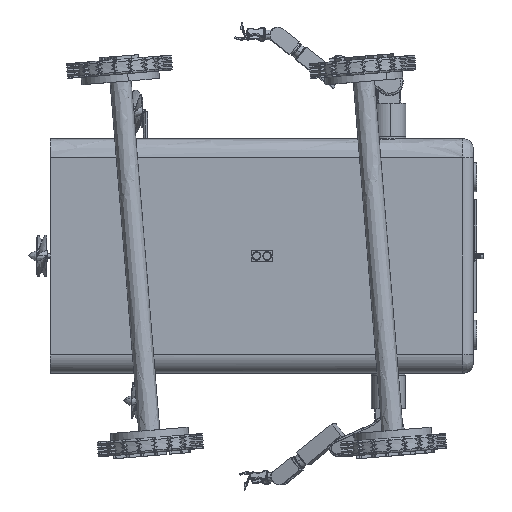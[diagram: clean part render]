
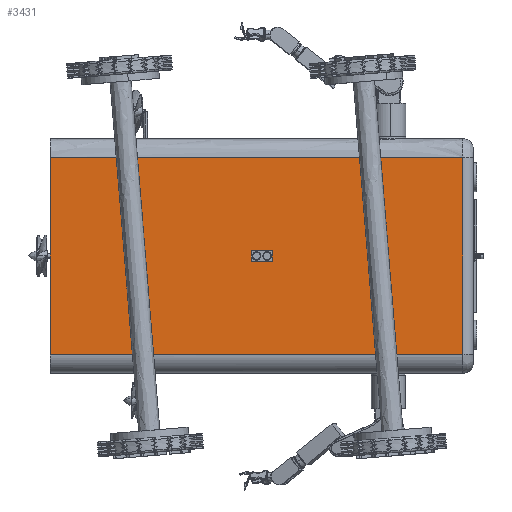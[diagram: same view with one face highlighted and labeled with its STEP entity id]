
A CAD part, front view. The second image highlights one B-rep face of the part: STEP entity #3431.
In plain terms, the highlighted free-form (B-spline) face has degree [1, 1] with [2, 2] control points.
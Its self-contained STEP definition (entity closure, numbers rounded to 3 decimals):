
#1362 = VERTEX_POINT('',#1363);
#1363 = CARTESIAN_POINT('',(-2422.598,224.862,
    1624.432));
#1368 = EDGE_CURVE('',#1369,#1362,#1371,.T.);
#1369 = VERTEX_POINT('',#1370);
#1370 = CARTESIAN_POINT('',(-2422.598,224.862,
    1871.825));
#1371 = ( BOUNDED_CURVE() B_SPLINE_CURVE(2,(#1372,#1373,#1374,#1375,
#1376),.UNSPECIFIED.,.F.,.F.) B_SPLINE_CURVE_WITH_KNOTS((3,2,3),(
    3.142,4.712,6.283),
.PIECEWISE_BEZIER_KNOTS.) CURVE() GEOMETRIC_REPRESENTATION_ITEM() 
RATIONAL_B_SPLINE_CURVE((1.,0.707,1.,0.707,1.)) 
REPRESENTATION_ITEM('') );
#1372 = CARTESIAN_POINT('',(-2422.598,224.862,
    1871.825));
#1373 = CARTESIAN_POINT('',(-2546.295,224.862,
    1871.825));
#1374 = CARTESIAN_POINT('',(-2546.295,224.862,
    1748.129));
#1375 = CARTESIAN_POINT('',(-2546.295,224.862,
    1624.432));
#1376 = CARTESIAN_POINT('',(-2422.598,224.862,
    1624.432));
#1410 = VERTEX_POINT('',#1411);
#1411 = CARTESIAN_POINT('',(422.413,224.862,
    1624.432));
#1416 = EDGE_CURVE('',#1417,#1410,#1419,.T.);
#1417 = VERTEX_POINT('',#1418);
#1418 = CARTESIAN_POINT('',(422.413,224.862,
    1871.825));
#1419 = ( BOUNDED_CURVE() B_SPLINE_CURVE(2,(#1420,#1421,#1422,#1423,
#1424),.UNSPECIFIED.,.F.,.F.) B_SPLINE_CURVE_WITH_KNOTS((3,2,3),(
    3.142,4.712,6.283),
.PIECEWISE_BEZIER_KNOTS.) CURVE() GEOMETRIC_REPRESENTATION_ITEM() 
RATIONAL_B_SPLINE_CURVE((1.,0.707,1.,0.707,1.)) 
REPRESENTATION_ITEM('') );
#1420 = CARTESIAN_POINT('',(422.413,224.862,
    1871.825));
#1421 = CARTESIAN_POINT('',(298.717,224.862,
    1871.825));
#1422 = CARTESIAN_POINT('',(298.717,224.862,
    1748.129));
#1423 = CARTESIAN_POINT('',(298.717,224.862,
    1624.432));
#1424 = CARTESIAN_POINT('',(422.413,224.862,
    1624.432));
#2098 = VERTEX_POINT('',#2099);
#2099 = CARTESIAN_POINT('',(-3412.168,224.862,
    597.754));
#2105 = EDGE_CURVE('',#2098,#2106,#2108,.T.);
#2106 = VERTEX_POINT('',#2107);
#2107 = CARTESIAN_POINT('',(-3412.168,224.862,
    2898.503));
#2108 = B_SPLINE_CURVE_WITH_KNOTS('',1,(#2109,#2110),.UNSPECIFIED.,.F.,
  .F.,(2,2),(180.,2040.),.PIECEWISE_BEZIER_KNOTS.);
#2109 = CARTESIAN_POINT('',(-3412.168,224.862,
    597.754));
#2110 = CARTESIAN_POINT('',(-3412.168,224.862,
    2898.503));
#3431 = ADVANCED_FACE('',(#3432,#3443,#3454,#3484),#3506,.F.);
#3432 = FACE_BOUND('',#3433,.T.);
#3433 = EDGE_LOOP('',(#3434,#3442));
#3434 = ORIENTED_EDGE('',*,*,#3435,.F.);
#3435 = EDGE_CURVE('',#1362,#1369,#3436,.T.);
#3436 = ( BOUNDED_CURVE() B_SPLINE_CURVE(2,(#3437,#3438,#3439,#3440,
#3441),.UNSPECIFIED.,.F.,.F.) B_SPLINE_CURVE_WITH_KNOTS((3,2,3),(0.,
1.571,3.142),.PIECEWISE_BEZIER_KNOTS.) CURVE() 
GEOMETRIC_REPRESENTATION_ITEM() RATIONAL_B_SPLINE_CURVE((1.,
0.707,1.,0.707,1.)) REPRESENTATION_ITEM('') );
#3437 = CARTESIAN_POINT('',(-2422.598,224.862,
    1624.432));
#3438 = CARTESIAN_POINT('',(-2298.902,224.862,
    1624.432));
#3439 = CARTESIAN_POINT('',(-2298.902,224.862,
    1748.129));
#3440 = CARTESIAN_POINT('',(-2298.902,224.862,
    1871.825));
#3441 = CARTESIAN_POINT('',(-2422.598,224.862,
    1871.825));
#3442 = ORIENTED_EDGE('',*,*,#1368,.F.);
#3443 = FACE_BOUND('',#3444,.T.);
#3444 = EDGE_LOOP('',(#3445,#3453));
#3445 = ORIENTED_EDGE('',*,*,#3446,.F.);
#3446 = EDGE_CURVE('',#1410,#1417,#3447,.T.);
#3447 = ( BOUNDED_CURVE() B_SPLINE_CURVE(2,(#3448,#3449,#3450,#3451,
#3452),.UNSPECIFIED.,.F.,.F.) B_SPLINE_CURVE_WITH_KNOTS((3,2,3),(0.,
1.571,3.142),.PIECEWISE_BEZIER_KNOTS.) CURVE() 
GEOMETRIC_REPRESENTATION_ITEM() RATIONAL_B_SPLINE_CURVE((1.,
0.707,1.,0.707,1.)) REPRESENTATION_ITEM('') );
#3448 = CARTESIAN_POINT('',(422.413,224.862,
    1624.432));
#3449 = CARTESIAN_POINT('',(546.109,224.862,
    1624.432));
#3450 = CARTESIAN_POINT('',(546.109,224.862,
    1748.129));
#3451 = CARTESIAN_POINT('',(546.109,224.862,
    1871.825));
#3452 = CARTESIAN_POINT('',(422.413,224.862,
    1871.825));
#3453 = ORIENTED_EDGE('',*,*,#1416,.F.);
#3454 = FACE_BOUND('',#3455,.T.);
#3455 = EDGE_LOOP('',(#3456,#3465,#3472,#3479));
#3456 = ORIENTED_EDGE('',*,*,#3457,.F.);
#3457 = EDGE_CURVE('',#3458,#3460,#3462,.T.);
#3458 = VERTEX_POINT('',#3459);
#3459 = CARTESIAN_POINT('',(-814.548,224.862,
    1809.977));
#3460 = VERTEX_POINT('',#3461);
#3461 = CARTESIAN_POINT('',(-1061.941,224.862,
    1809.977));
#3462 = B_SPLINE_CURVE_WITH_KNOTS('',1,(#3463,#3464),.UNSPECIFIED.,.F.,
  .F.,(2,2),(-200.,-0.),.PIECEWISE_BEZIER_KNOTS.);
#3463 = CARTESIAN_POINT('',(-814.548,224.862,
    1809.977));
#3464 = CARTESIAN_POINT('',(-1061.941,224.862,
    1809.977));
#3465 = ORIENTED_EDGE('',*,*,#3466,.F.);
#3466 = EDGE_CURVE('',#3467,#3458,#3469,.T.);
#3467 = VERTEX_POINT('',#3468);
#3468 = CARTESIAN_POINT('',(-814.548,224.862,
    1686.281));
#3469 = B_SPLINE_CURVE_WITH_KNOTS('',1,(#3470,#3471),.UNSPECIFIED.,.F.,
  .F.,(2,2),(-100.,0.),.PIECEWISE_BEZIER_KNOTS.);
#3470 = CARTESIAN_POINT('',(-814.548,224.862,
    1686.281));
#3471 = CARTESIAN_POINT('',(-814.548,224.862,
    1809.977));
#3472 = ORIENTED_EDGE('',*,*,#3473,.F.);
#3473 = EDGE_CURVE('',#3474,#3467,#3476,.T.);
#3474 = VERTEX_POINT('',#3475);
#3475 = CARTESIAN_POINT('',(-1061.941,224.862,
    1686.281));
#3476 = B_SPLINE_CURVE_WITH_KNOTS('',1,(#3477,#3478),.UNSPECIFIED.,.F.,
  .F.,(2,2),(0.,200.),.PIECEWISE_BEZIER_KNOTS.);
#3477 = CARTESIAN_POINT('',(-1061.941,224.862,
    1686.281));
#3478 = CARTESIAN_POINT('',(-814.548,224.862,
    1686.281));
#3479 = ORIENTED_EDGE('',*,*,#3480,.F.);
#3480 = EDGE_CURVE('',#3460,#3474,#3481,.T.);
#3481 = B_SPLINE_CURVE_WITH_KNOTS('',1,(#3482,#3483),.UNSPECIFIED.,.F.,
  .F.,(2,2),(0.,100.),.PIECEWISE_BEZIER_KNOTS.);
#3482 = CARTESIAN_POINT('',(-1061.941,224.862,
    1809.977));
#3483 = CARTESIAN_POINT('',(-1061.941,224.862,
    1686.281));
#3484 = FACE_BOUND('',#3485,.T.);
#3485 = EDGE_LOOP('',(#3486,#3487,#3494,#3501));
#3486 = ORIENTED_EDGE('',*,*,#2105,.F.);
#3487 = ORIENTED_EDGE('',*,*,#3488,.T.);
#3488 = EDGE_CURVE('',#2098,#3489,#3491,.T.);
#3489 = VERTEX_POINT('',#3490);
#3490 = CARTESIAN_POINT('',(1411.983,224.862,
    597.754));
#3491 = B_SPLINE_CURVE_WITH_KNOTS('',1,(#3492,#3493),.UNSPECIFIED.,.F.,
  .F.,(2,2),(-2000.,1900.),.PIECEWISE_BEZIER_KNOTS.);
#3492 = CARTESIAN_POINT('',(-3412.168,224.862,
    597.754));
#3493 = CARTESIAN_POINT('',(1411.983,224.862,
    597.754));
#3494 = ORIENTED_EDGE('',*,*,#3495,.T.);
#3495 = EDGE_CURVE('',#3489,#3496,#3498,.T.);
#3496 = VERTEX_POINT('',#3497);
#3497 = CARTESIAN_POINT('',(1411.983,224.862,
    2898.503));
#3498 = B_SPLINE_CURVE_WITH_KNOTS('',1,(#3499,#3500),.UNSPECIFIED.,.F.,
  .F.,(2,2),(-930.,930.),.PIECEWISE_BEZIER_KNOTS.);
#3499 = CARTESIAN_POINT('',(1411.983,224.862,
    597.754));
#3500 = CARTESIAN_POINT('',(1411.983,224.862,
    2898.503));
#3501 = ORIENTED_EDGE('',*,*,#3502,.T.);
#3502 = EDGE_CURVE('',#3496,#2106,#3503,.T.);
#3503 = B_SPLINE_CURVE_WITH_KNOTS('',1,(#3504,#3505),.UNSPECIFIED.,.F.,
  .F.,(2,2),(-1900.,2000.),.PIECEWISE_BEZIER_KNOTS.);
#3504 = CARTESIAN_POINT('',(1411.983,224.862,
    2898.503));
#3505 = CARTESIAN_POINT('',(-3412.168,224.862,
    2898.503));
#3506 = B_SPLINE_SURFACE_WITH_KNOTS('',1,1,(
    (#3507,#3508)
    ,(#3509,#3510
    )),.UNSPECIFIED.,.F.,.F.,.F.,(2,2),(2,2),(-930.,930.),(-2000.,
    1900.),.PIECEWISE_BEZIER_KNOTS.);
#3507 = CARTESIAN_POINT('',(-3412.168,224.862,
    597.754));
#3508 = CARTESIAN_POINT('',(1411.983,224.862,
    597.754));
#3509 = CARTESIAN_POINT('',(-3412.168,224.862,
    2898.503));
#3510 = CARTESIAN_POINT('',(1411.983,224.862,
    2898.503));
